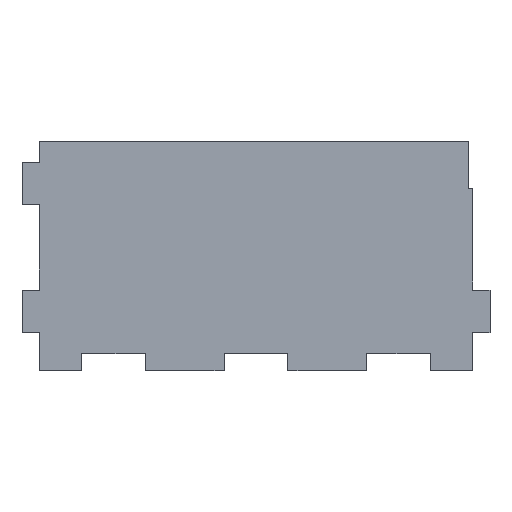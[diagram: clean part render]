
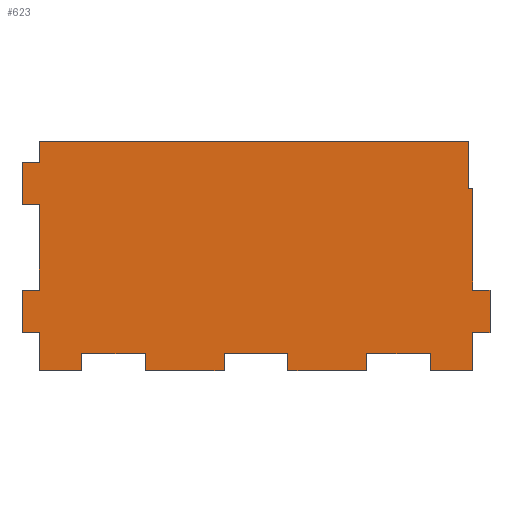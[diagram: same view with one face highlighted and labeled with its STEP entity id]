
A CAD part, top view. The second image highlights one B-rep face of the part: STEP entity #623.
In plain terms, the highlighted planar face has unit normal (0, 0, 1).
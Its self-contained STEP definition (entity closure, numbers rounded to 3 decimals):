
#17=FACE_OUTER_BOUND('',#49,.T.);
#49=EDGE_LOOP('',(#417,#418,#419,#420,#421,#422,#423,#424,#425,#426,#427,
#428,#429,#430,#431,#432,#433,#434,#435,#436,#437,#438,#439,#440,#441,#442,
#443,#444,#445,#446));
#81=LINE('',#869,#171);
#84=LINE('',#875,#174);
#86=LINE('',#879,#176);
#87=LINE('',#881,#177);
#88=LINE('',#883,#178);
#89=LINE('',#885,#179);
#90=LINE('',#887,#180);
#91=LINE('',#889,#181);
#92=LINE('',#891,#182);
#93=LINE('',#893,#183);
#94=LINE('',#895,#184);
#95=LINE('',#897,#185);
#96=LINE('',#899,#186);
#97=LINE('',#901,#187);
#98=LINE('',#903,#188);
#99=LINE('',#905,#189);
#100=LINE('',#907,#190);
#101=LINE('',#909,#191);
#102=LINE('',#911,#192);
#103=LINE('',#913,#193);
#104=LINE('',#915,#194);
#105=LINE('',#917,#195);
#106=LINE('',#919,#196);
#107=LINE('',#921,#197);
#108=LINE('',#923,#198);
#109=LINE('',#925,#199);
#110=LINE('',#927,#200);
#111=LINE('',#929,#201);
#112=LINE('',#931,#202);
#113=LINE('',#932,#203);
#171=VECTOR('',#711,10.);
#174=VECTOR('',#716,10.);
#176=VECTOR('',#720,10.);
#177=VECTOR('',#721,10.);
#178=VECTOR('',#722,10.);
#179=VECTOR('',#723,10.);
#180=VECTOR('',#724,10.);
#181=VECTOR('',#725,10.);
#182=VECTOR('',#726,10.);
#183=VECTOR('',#727,10.);
#184=VECTOR('',#728,10.);
#185=VECTOR('',#729,10.);
#186=VECTOR('',#730,10.);
#187=VECTOR('',#731,10.);
#188=VECTOR('',#732,10.);
#189=VECTOR('',#733,10.);
#190=VECTOR('',#734,10.);
#191=VECTOR('',#735,10.);
#192=VECTOR('',#736,10.);
#193=VECTOR('',#737,10.);
#194=VECTOR('',#738,10.);
#195=VECTOR('',#739,10.);
#196=VECTOR('',#740,10.);
#197=VECTOR('',#741,10.);
#198=VECTOR('',#742,10.);
#199=VECTOR('',#743,10.);
#200=VECTOR('',#744,10.);
#201=VECTOR('',#745,10.);
#202=VECTOR('',#746,10.);
#203=VECTOR('',#747,10.);
#261=VERTEX_POINT('',#866);
#262=VERTEX_POINT('',#868);
#264=VERTEX_POINT('',#874);
#265=VERTEX_POINT('',#878);
#266=VERTEX_POINT('',#880);
#267=VERTEX_POINT('',#882);
#268=VERTEX_POINT('',#884);
#269=VERTEX_POINT('',#886);
#270=VERTEX_POINT('',#888);
#271=VERTEX_POINT('',#890);
#272=VERTEX_POINT('',#892);
#273=VERTEX_POINT('',#894);
#274=VERTEX_POINT('',#896);
#275=VERTEX_POINT('',#898);
#276=VERTEX_POINT('',#900);
#277=VERTEX_POINT('',#902);
#278=VERTEX_POINT('',#904);
#279=VERTEX_POINT('',#906);
#280=VERTEX_POINT('',#908);
#281=VERTEX_POINT('',#910);
#282=VERTEX_POINT('',#912);
#283=VERTEX_POINT('',#914);
#284=VERTEX_POINT('',#916);
#285=VERTEX_POINT('',#918);
#286=VERTEX_POINT('',#920);
#287=VERTEX_POINT('',#922);
#288=VERTEX_POINT('',#924);
#289=VERTEX_POINT('',#926);
#290=VERTEX_POINT('',#928);
#291=VERTEX_POINT('',#930);
#321=EDGE_CURVE('',#262,#261,#81,.T.);
#324=EDGE_CURVE('',#264,#262,#84,.T.);
#326=EDGE_CURVE('',#261,#265,#86,.T.);
#327=EDGE_CURVE('',#265,#266,#87,.T.);
#328=EDGE_CURVE('',#266,#267,#88,.T.);
#329=EDGE_CURVE('',#267,#268,#89,.T.);
#330=EDGE_CURVE('',#268,#269,#90,.T.);
#331=EDGE_CURVE('',#269,#270,#91,.T.);
#332=EDGE_CURVE('',#270,#271,#92,.T.);
#333=EDGE_CURVE('',#271,#272,#93,.T.);
#334=EDGE_CURVE('',#272,#273,#94,.T.);
#335=EDGE_CURVE('',#273,#274,#95,.T.);
#336=EDGE_CURVE('',#274,#275,#96,.T.);
#337=EDGE_CURVE('',#275,#276,#97,.T.);
#338=EDGE_CURVE('',#276,#277,#98,.T.);
#339=EDGE_CURVE('',#277,#278,#99,.T.);
#340=EDGE_CURVE('',#278,#279,#100,.T.);
#341=EDGE_CURVE('',#279,#280,#101,.T.);
#342=EDGE_CURVE('',#280,#281,#102,.T.);
#343=EDGE_CURVE('',#281,#282,#103,.T.);
#344=EDGE_CURVE('',#282,#283,#104,.T.);
#345=EDGE_CURVE('',#283,#284,#105,.T.);
#346=EDGE_CURVE('',#284,#285,#106,.T.);
#347=EDGE_CURVE('',#285,#286,#107,.T.);
#348=EDGE_CURVE('',#286,#287,#108,.T.);
#349=EDGE_CURVE('',#287,#288,#109,.T.);
#350=EDGE_CURVE('',#288,#289,#110,.T.);
#351=EDGE_CURVE('',#289,#290,#111,.T.);
#352=EDGE_CURVE('',#290,#291,#112,.T.);
#353=EDGE_CURVE('',#291,#264,#113,.T.);
#417=ORIENTED_EDGE('',*,*,#324,.T.);
#418=ORIENTED_EDGE('',*,*,#321,.T.);
#419=ORIENTED_EDGE('',*,*,#326,.T.);
#420=ORIENTED_EDGE('',*,*,#327,.T.);
#421=ORIENTED_EDGE('',*,*,#328,.T.);
#422=ORIENTED_EDGE('',*,*,#329,.T.);
#423=ORIENTED_EDGE('',*,*,#330,.T.);
#424=ORIENTED_EDGE('',*,*,#331,.T.);
#425=ORIENTED_EDGE('',*,*,#332,.T.);
#426=ORIENTED_EDGE('',*,*,#333,.T.);
#427=ORIENTED_EDGE('',*,*,#334,.T.);
#428=ORIENTED_EDGE('',*,*,#335,.T.);
#429=ORIENTED_EDGE('',*,*,#336,.T.);
#430=ORIENTED_EDGE('',*,*,#337,.T.);
#431=ORIENTED_EDGE('',*,*,#338,.T.);
#432=ORIENTED_EDGE('',*,*,#339,.T.);
#433=ORIENTED_EDGE('',*,*,#340,.T.);
#434=ORIENTED_EDGE('',*,*,#341,.T.);
#435=ORIENTED_EDGE('',*,*,#342,.T.);
#436=ORIENTED_EDGE('',*,*,#343,.T.);
#437=ORIENTED_EDGE('',*,*,#344,.T.);
#438=ORIENTED_EDGE('',*,*,#345,.T.);
#439=ORIENTED_EDGE('',*,*,#346,.T.);
#440=ORIENTED_EDGE('',*,*,#347,.T.);
#441=ORIENTED_EDGE('',*,*,#348,.T.);
#442=ORIENTED_EDGE('',*,*,#349,.T.);
#443=ORIENTED_EDGE('',*,*,#350,.T.);
#444=ORIENTED_EDGE('',*,*,#351,.T.);
#445=ORIENTED_EDGE('',*,*,#352,.T.);
#446=ORIENTED_EDGE('',*,*,#353,.T.);
#591=PLANE('',#675);
#623=ADVANCED_FACE('',(#17),#591,.T.);
#675=AXIS2_PLACEMENT_3D('',#877,#718,#719);
#711=DIRECTION('',(0.,1.,0.));
#716=DIRECTION('',(-1.,0.,0.));
#718=DIRECTION('center_axis',(0.,0.,1.));
#719=DIRECTION('ref_axis',(1.,0.,0.));
#720=DIRECTION('',(-1.,0.,0.));
#721=DIRECTION('',(0.,-1.,0.));
#722=DIRECTION('',(-1.,0.,0.));
#723=DIRECTION('',(0.,-1.,0.));
#724=DIRECTION('',(1.,0.,0.));
#725=DIRECTION('',(0.,-1.,0.));
#726=DIRECTION('',(-1.,0.,0.));
#727=DIRECTION('',(0.,-1.,0.));
#728=DIRECTION('',(1.,0.,0.));
#729=DIRECTION('',(0.,-1.,0.));
#730=DIRECTION('',(1.,0.,0.));
#731=DIRECTION('',(0.,1.,0.));
#732=DIRECTION('',(1.,0.,0.));
#733=DIRECTION('',(0.,-1.,0.));
#734=DIRECTION('',(1.,0.,0.));
#735=DIRECTION('',(0.,1.,0.));
#736=DIRECTION('',(1.,0.,0.));
#737=DIRECTION('',(0.,-1.,0.));
#738=DIRECTION('',(1.,0.,0.));
#739=DIRECTION('',(0.,1.,0.));
#740=DIRECTION('',(1.,0.,0.));
#741=DIRECTION('',(0.,-1.,0.));
#742=DIRECTION('',(1.,0.,0.));
#743=DIRECTION('',(0.,1.,0.));
#744=DIRECTION('',(1.,0.,0.));
#745=DIRECTION('',(0.,1.,0.));
#746=DIRECTION('',(-1.,0.,0.));
#747=DIRECTION('',(0.,1.,0.));
#866=CARTESIAN_POINT('',(50.,25.,2.));
#868=CARTESIAN_POINT('',(50.,13.8,2.));
#869=CARTESIAN_POINT('',(50.,11.5,2.));
#874=CARTESIAN_POINT('',(51.,13.8,2.));
#875=CARTESIAN_POINT('',(25.,13.8,2.));
#877=CARTESIAN_POINT('Origin',(0.,-2.,2.));
#878=CARTESIAN_POINT('',(-51.,25.,2.));
#879=CARTESIAN_POINT('',(51.,25.,2.));
#880=CARTESIAN_POINT('',(-51.,20.,2.));
#881=CARTESIAN_POINT('',(-51.,25.,2.));
#882=CARTESIAN_POINT('',(-55.,20.,2.));
#883=CARTESIAN_POINT('',(-51.,20.,2.));
#884=CARTESIAN_POINT('',(-55.,10.,2.));
#885=CARTESIAN_POINT('',(-55.,20.,2.));
#886=CARTESIAN_POINT('',(-51.,10.,2.));
#887=CARTESIAN_POINT('',(-55.,10.,2.));
#888=CARTESIAN_POINT('',(-51.,-10.,2.));
#889=CARTESIAN_POINT('',(-51.,25.,2.));
#890=CARTESIAN_POINT('',(-55.,-10.,2.));
#891=CARTESIAN_POINT('',(-51.,-10.,2.));
#892=CARTESIAN_POINT('',(-55.,-20.,2.));
#893=CARTESIAN_POINT('',(-55.,-10.,2.));
#894=CARTESIAN_POINT('',(-51.,-20.,2.));
#895=CARTESIAN_POINT('',(-55.,-20.,2.));
#896=CARTESIAN_POINT('',(-51.,-29.,2.));
#897=CARTESIAN_POINT('',(-51.,25.,2.));
#898=CARTESIAN_POINT('',(-41.,-29.,2.));
#899=CARTESIAN_POINT('',(-51.,-29.,2.));
#900=CARTESIAN_POINT('',(-41.,-25.,2.));
#901=CARTESIAN_POINT('',(-41.,-29.,2.));
#902=CARTESIAN_POINT('',(-26.,-25.,2.));
#903=CARTESIAN_POINT('',(-51.,-25.,2.));
#904=CARTESIAN_POINT('',(-26.,-29.,2.));
#905=CARTESIAN_POINT('',(-26.,-25.,2.));
#906=CARTESIAN_POINT('',(-7.5,-29.,2.));
#907=CARTESIAN_POINT('',(-51.,-29.,2.));
#908=CARTESIAN_POINT('',(-7.5,-25.,2.));
#909=CARTESIAN_POINT('',(-7.5,-29.,2.));
#910=CARTESIAN_POINT('',(7.5,-25.,2.));
#911=CARTESIAN_POINT('',(-51.,-25.,2.));
#912=CARTESIAN_POINT('',(7.5,-29.,2.));
#913=CARTESIAN_POINT('',(7.5,-25.,2.));
#914=CARTESIAN_POINT('',(26.,-29.,2.));
#915=CARTESIAN_POINT('',(-51.,-29.,2.));
#916=CARTESIAN_POINT('',(26.,-25.,2.));
#917=CARTESIAN_POINT('',(26.,-29.,2.));
#918=CARTESIAN_POINT('',(41.,-25.,2.));
#919=CARTESIAN_POINT('',(-51.,-25.,2.));
#920=CARTESIAN_POINT('',(41.,-29.,2.));
#921=CARTESIAN_POINT('',(41.,-25.,2.));
#922=CARTESIAN_POINT('',(51.,-29.,2.));
#923=CARTESIAN_POINT('',(-51.,-29.,2.));
#924=CARTESIAN_POINT('',(51.,-20.,2.));
#925=CARTESIAN_POINT('',(51.,-29.,2.));
#926=CARTESIAN_POINT('',(55.,-20.,2.));
#927=CARTESIAN_POINT('',(51.,-20.,2.));
#928=CARTESIAN_POINT('',(55.,-10.,2.));
#929=CARTESIAN_POINT('',(55.,-20.,2.));
#930=CARTESIAN_POINT('',(51.,-10.,2.));
#931=CARTESIAN_POINT('',(55.,-10.,2.));
#932=CARTESIAN_POINT('',(51.,-25.,2.));
